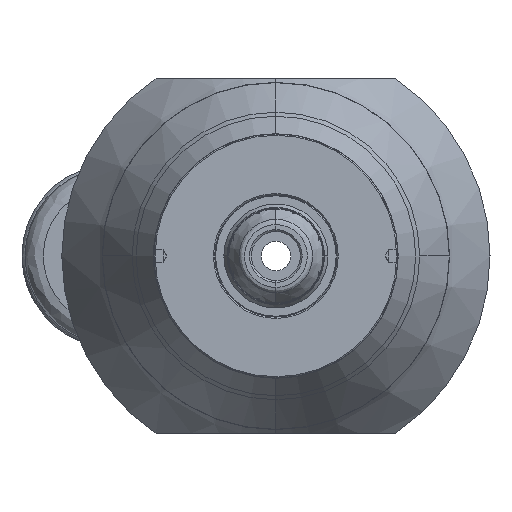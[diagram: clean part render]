
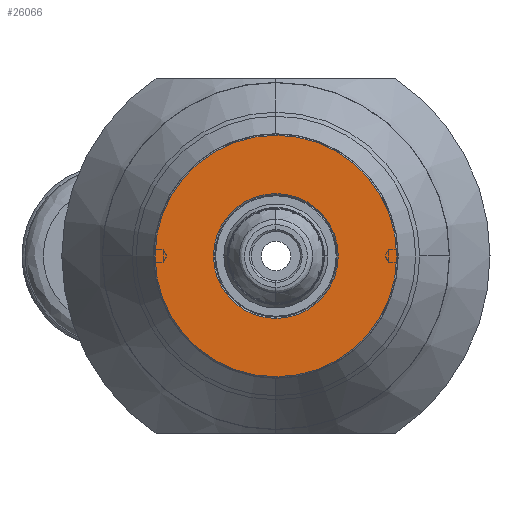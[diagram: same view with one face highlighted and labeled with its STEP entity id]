
A CAD part, left-side view. The second image highlights one B-rep face of the part: STEP entity #26066.
In plain terms, the highlighted planar face has unit normal (-1, 0, 0).
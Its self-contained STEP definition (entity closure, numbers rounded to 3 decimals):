
#362 = CARTESIAN_POINT ( 'NONE',  ( 24.9, 0., 0. ) ) ;
#824 = CARTESIAN_POINT ( 'NONE',  ( 24.9, 0., 0. ) ) ;
#922 = VERTEX_POINT ( 'NONE', #17037 ) ;
#2807 = EDGE_LOOP ( 'NONE', ( #26072, #12533 ) ) ;
#2815 = CARTESIAN_POINT ( 'NONE',  ( 24.9, -19.95, 0. ) ) ;
#2839 = AXIS2_PLACEMENT_3D ( 'NONE', #824, #27231, #3052 ) ;
#3052 = DIRECTION ( 'NONE',  ( 0., 1., 0. ) ) ;
#4113 = EDGE_CURVE ( 'NONE', #922, #6018, #27782, .T. ) ;
#4370 = CARTESIAN_POINT ( 'NONE',  ( 24.9, -10.2, 0. ) ) ;
#4441 = CARTESIAN_POINT ( 'NONE',  ( 24.9, 0., 0. ) ) ;
#4614 = VERTEX_POINT ( 'NONE', #4370 ) ;
#4736 = PLANE ( 'NONE',  #22868 ) ;
#4905 = DIRECTION ( 'NONE',  ( -1., 0., 0. ) ) ;
#4995 = DIRECTION ( 'NONE',  ( 0., -1., 0. ) ) ;
#5030 = EDGE_CURVE ( 'NONE', #13588, #4614, #6411, .T. ) ;
#5050 = AXIS2_PLACEMENT_3D ( 'NONE', #362, #4905, #4995 ) ;
#5105 = DIRECTION ( 'NONE',  ( 1., 0., 0. ) ) ;
#6018 = VERTEX_POINT ( 'NONE', #15472 ) ;
#6411 = CIRCLE ( 'NONE', #5050, 10.2 ) ;
#6740 = CIRCLE ( 'NONE', #20266, 19.75 ) ;
#7728 = FACE_OUTER_BOUND ( 'NONE', #19330, .T. ) ;
#9145 = CARTESIAN_POINT ( 'NONE',  ( 24.9, 10.2, 0. ) ) ;
#12533 = ORIENTED_EDGE ( 'NONE', *, *, #5030, .F. ) ;
#13588 = VERTEX_POINT ( 'NONE', #9145 ) ;
#13820 = DIRECTION ( 'NONE',  ( 0., 0., -1. ) ) ;
#15453 = DIRECTION ( 'NONE',  ( 0., 1., 0. ) ) ;
#15472 = CARTESIAN_POINT ( 'NONE',  ( 24.9, -19.75, 0. ) ) ;
#15507 = EDGE_CURVE ( 'NONE', #4614, #13588, #19484, .T. ) ;
#15556 = DIRECTION ( 'NONE',  ( 1., 0., 0. ) ) ;
#17037 = CARTESIAN_POINT ( 'NONE',  ( 24.9, 19.75, 0. ) ) ;
#17872 = AXIS2_PLACEMENT_3D ( 'NONE', #27781, #23234, #18935 ) ;
#18935 = DIRECTION ( 'NONE',  ( 0., -1., 0. ) ) ;
#19330 = EDGE_LOOP ( 'NONE', ( #20979, #23844 ) ) ;
#19484 = CIRCLE ( 'NONE', #17872, 10.2 ) ;
#20266 = AXIS2_PLACEMENT_3D ( 'NONE', #4441, #15556, #15453 ) ;
#20755 = FACE_BOUND ( 'NONE', #2807, .T. ) ;
#20979 = ORIENTED_EDGE ( 'NONE', *, *, #4113, .F. ) ;
#22868 = AXIS2_PLACEMENT_3D ( 'NONE', #2815, #5105, #13820 ) ;
#23234 = DIRECTION ( 'NONE',  ( -1., 0., 0. ) ) ;
#23844 = ORIENTED_EDGE ( 'NONE', *, *, #24750, .F. ) ;
#24750 = EDGE_CURVE ( 'NONE', #6018, #922, #6740, .T. ) ;
#26066 = ADVANCED_FACE ( 'NONE', ( #7728, #20755 ), #4736, .F. ) ;
#26072 = ORIENTED_EDGE ( 'NONE', *, *, #15507, .F. ) ;
#27231 = DIRECTION ( 'NONE',  ( 1., 0., 0. ) ) ;
#27781 = CARTESIAN_POINT ( 'NONE',  ( 24.9, 0., 0. ) ) ;
#27782 = CIRCLE ( 'NONE', #2839, 19.75 ) ;
